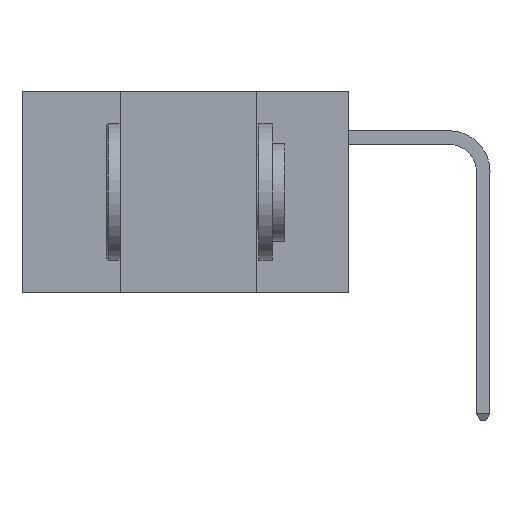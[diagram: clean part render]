
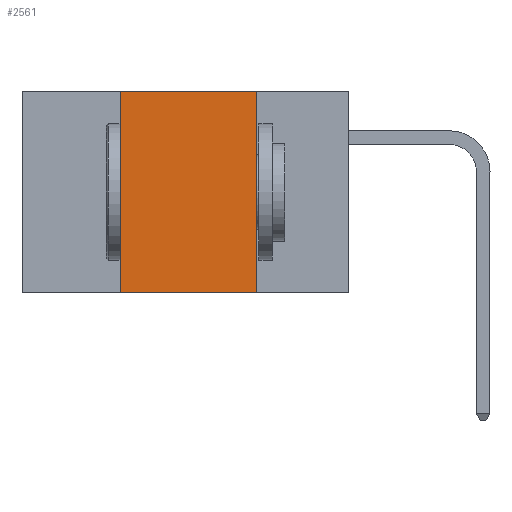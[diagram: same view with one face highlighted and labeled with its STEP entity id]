
A CAD part, left-side view. The second image highlights one B-rep face of the part: STEP entity #2561.
In plain terms, the highlighted planar face has unit normal (-1, 0, 0).
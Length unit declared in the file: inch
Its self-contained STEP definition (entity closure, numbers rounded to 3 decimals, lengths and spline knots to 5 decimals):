
#765 = CARTESIAN_POINT ( 'NONE',  ( 0., 0.42, 0. ) ) ;
#1405 = VECTOR ( 'NONE', #10434, 39.37008 ) ;
#1594 = CARTESIAN_POINT ( 'NONE',  ( 0., 0.17, -0.37 ) ) ;
#2480 = LINE ( 'NONE', #21226, #11093 ) ;
#2561 = ADVANCED_FACE ( 'NONE', ( #3603 ), #10720, .F. ) ;
#2699 = LINE ( 'NONE', #10769, #15849 ) ;
#3603 = FACE_OUTER_BOUND ( 'NONE', #19433, .T. ) ;
#4443 = EDGE_CURVE ( 'NONE', #14296, #13904, #10483, .T. ) ;
#5256 = CARTESIAN_POINT ( 'NONE',  ( 0., 0.6, 0. ) ) ;
#6253 = CARTESIAN_POINT ( 'NONE',  ( 0., 0.42, -0.37 ) ) ;
#7295 = LINE ( 'NONE', #11101, #12472 ) ;
#8344 = VERTEX_POINT ( 'NONE', #6253 ) ;
#9726 = ORIENTED_EDGE ( 'NONE', *, *, #18489, .F. ) ;
#10434 = DIRECTION ( 'NONE',  ( 0., -1., 0. ) ) ;
#10483 = LINE ( 'NONE', #5256, #1405 ) ;
#10720 = PLANE ( 'NONE',  #14087 ) ;
#10769 = CARTESIAN_POINT ( 'NONE',  ( 0., 0.17, 0. ) ) ;
#11093 = VECTOR ( 'NONE', #17998, 39.37008 ) ;
#11101 = CARTESIAN_POINT ( 'NONE',  ( 0., 0.42, 0. ) ) ;
#11286 = DIRECTION ( 'NONE',  ( 1., 0., 0. ) ) ;
#11911 = CARTESIAN_POINT ( 'NONE',  ( 0., 0.6, 0. ) ) ;
#12472 = VECTOR ( 'NONE', #21182, 39.37008 ) ;
#13904 = VERTEX_POINT ( 'NONE', #18540 ) ;
#14087 = AXIS2_PLACEMENT_3D ( 'NONE', #11911, #11286, #14164 ) ;
#14164 = DIRECTION ( 'NONE',  ( 0., 0., -1. ) ) ;
#14296 = VERTEX_POINT ( 'NONE', #765 ) ;
#14538 = ORIENTED_EDGE ( 'NONE', *, *, #4443, .F. ) ;
#15849 = VECTOR ( 'NONE', #20868, 39.37008 ) ;
#16483 = ORIENTED_EDGE ( 'NONE', *, *, #19143, .T. ) ;
#17998 = DIRECTION ( 'NONE',  ( 0., -1., 0. ) ) ;
#18489 = EDGE_CURVE ( 'NONE', #8344, #14296, #7295, .T. ) ;
#18540 = CARTESIAN_POINT ( 'NONE',  ( 0., 0.17, 0. ) ) ;
#19143 = EDGE_CURVE ( 'NONE', #8344, #20069, #2480, .T. ) ;
#19433 = EDGE_LOOP ( 'NONE', ( #21474, #14538, #9726, #16483 ) ) ;
#20069 = VERTEX_POINT ( 'NONE', #1594 ) ;
#20833 = EDGE_CURVE ( 'NONE', #13904, #20069, #2699, .T. ) ;
#20868 = DIRECTION ( 'NONE',  ( 0., 0., -1. ) ) ;
#21182 = DIRECTION ( 'NONE',  ( 0., 0., 1. ) ) ;
#21226 = CARTESIAN_POINT ( 'NONE',  ( 0., 0.6, -0.37 ) ) ;
#21474 = ORIENTED_EDGE ( 'NONE', *, *, #20833, .F. ) ;
